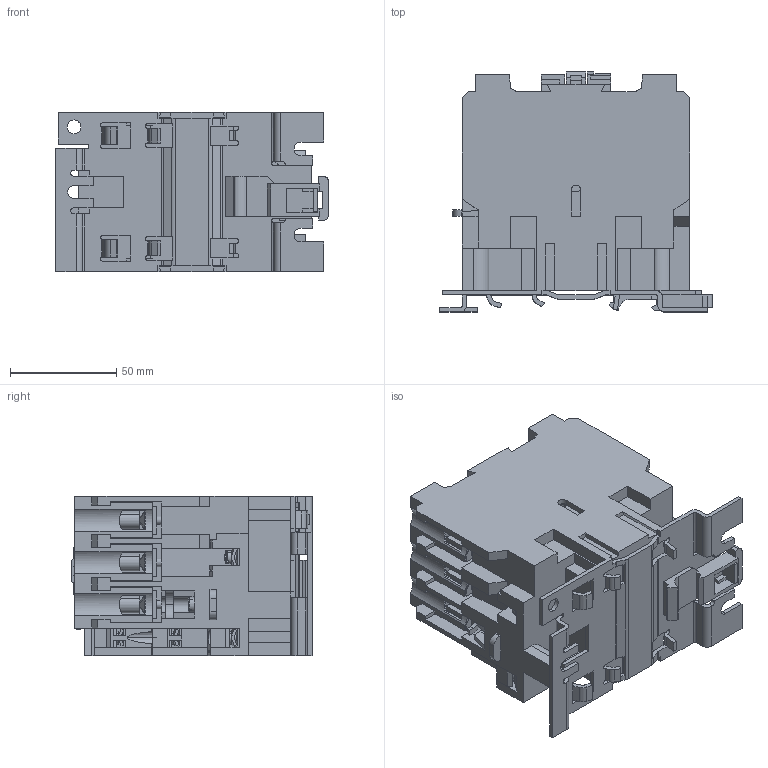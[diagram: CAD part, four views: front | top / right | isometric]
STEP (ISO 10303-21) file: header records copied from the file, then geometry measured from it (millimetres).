
FILE_DESCRIPTION (( 'STEP AP214' ), '1' );
FILE_NAME ('KKM31-050-400-11 Êîíòàêòîð ÊÌÈ-35012 50À 400Â_ÀÑ3 1ÍÎ;1ÍÇ ÈÝÊ.STEP', '2017-11-24T07:03:08', ( '' ), ( '' ), 'SwSTEP 2.0', 'SolidWorks 2014', '' );
FILE_SCHEMA (( 'AUTOMOTIVE_DESIGN' ));
Length unit declared in the file: millimetre
Products named in the file (1): KKM31-050-400-11 Êîíòàêòîð ÊÌÈ-35012 50À 400Â_ÀÑ3 1ÍÎ;1ÍÇ ÈÝÊ
Bounding box: 128 x 112.9 x 75 mm (x, y, z)
Volume: 609689.9 mm3; surface area: 117866.7 mm2
Topology: 1 solids, 1 shells, 1983 faces, 5895 edges, 3903 vertices
Faces by surface type: plane 1448, cylinder 334, bspline 174, torus 27
Entity records: 75678 total; most frequent: CARTESIAN_POINT 23421, ORIENTED_EDGE 11790, DIRECTION 9567, EDGE_CURVE 5895, LINE 4593, VECTOR 4593, VERTEX_POINT 3903, AXIS2_PLACEMENT_3D 2487
